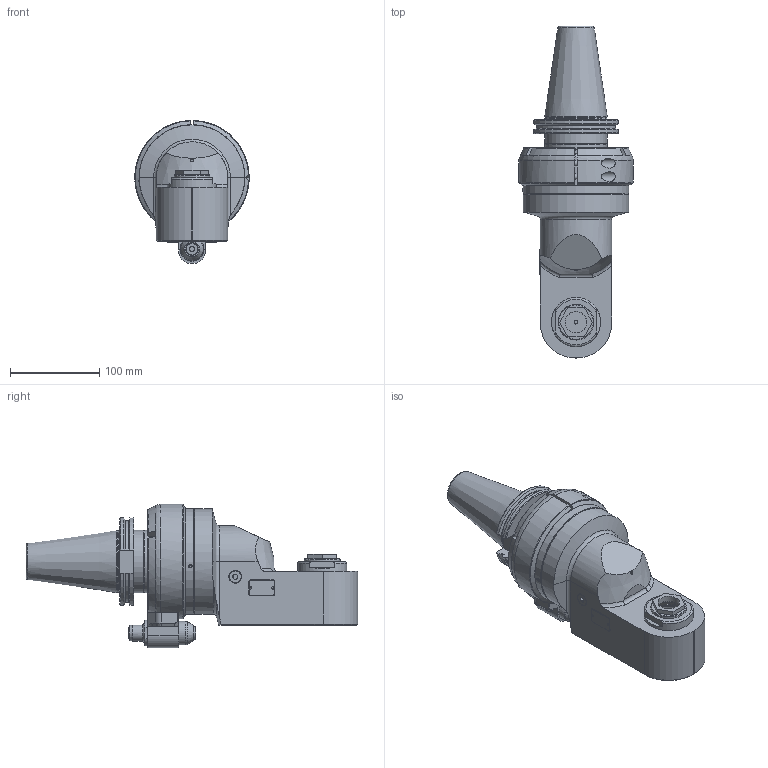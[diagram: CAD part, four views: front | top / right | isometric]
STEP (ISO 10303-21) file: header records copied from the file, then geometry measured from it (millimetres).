
FILE_DESCRIPTION(/* description */ (''),/* implementation_level */ '2;1');
FILE_NAME(/* name */ '9.FR9.20000-2C50.stp',/* time_stamp */ '2025-04-01T14:10:20-04:00',/* author */ ('jkrenzer'),/* organization */ (''),/* preprocessor_version */ 'ST-DEVELOPER v18.1',/* originating_system */ 'Autodesk Inventor 2022',/* authorisation */ '');
FILE_SCHEMA (('AUTOMOTIVE_DESIGN { 1 0 10303 214 3 1 1 }'));
Length unit declared in the file: millimetre
Products named in the file (3): 9.FR9.20000-2C50; 9_GA2_458_2  (EVO, Type 2, Cat50, 80mm); 9_FR9_20000
Assembly tree (2 placements, depth 2):
  9.FR9.20000-2C50
    9_GA2_458_2  (EVO, Type 2, Cat50, 80mm)
    9_FR9_20000
Bounding box: 128 x 371.4 x 160.23 mm (x, y, z)
Volume: 2184908.6 mm3; surface area: 255582.3 mm2
Topology: 8 solids, 8 shells, 622 faces, 1772 edges, 1225 vertices
Faces by surface type: plane 281, cylinder 158, cone 139, torus 35, bspline 5, sphere 4
Full cylindrical faces by diameter (mm): 1.5 x2, 2.5 x3, 2.6 x2, 3 x1, 3.3 x2, 4 x2, 4.2 x2, 5 x8, 5.3 x2, 6 x5, 6.5 x1, 7 x1, 8 x3, 8.821 x1, 9.525 x1, 10 x4, 10.25 x1, 10.4 x2, 10.5 x20, 11 x2, 12 x2, 12.5 x1, 13 x1, 14 x2, 14.5 x1, 18 x2, 21.963 x1, 22.6 x1, 24 x2, 26 x1
Entity records: 34968 total; most frequent: CARTESIAN_POINT 18767, ORIENTED_EDGE 3454, DIRECTION 3264, EDGE_CURVE 1727, VERTEX_POINT 1225, AXIS2_PLACEMENT_3D 1171, LINE 922, VECTOR 922
